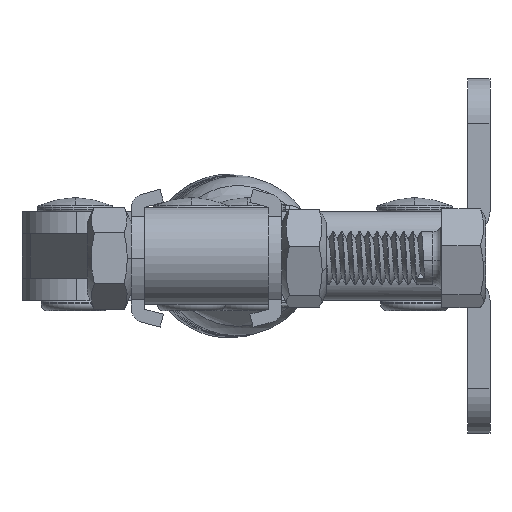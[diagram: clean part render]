
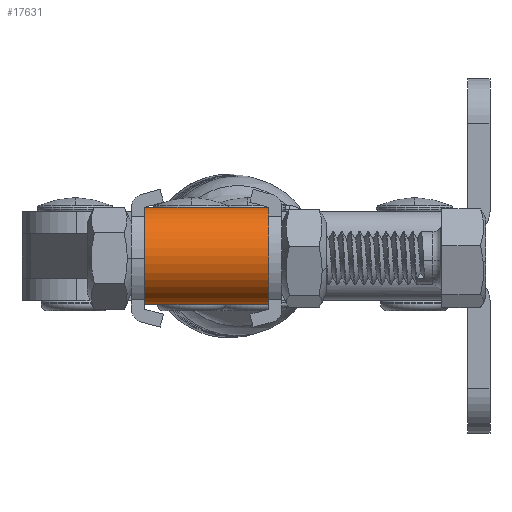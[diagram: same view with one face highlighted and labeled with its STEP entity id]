
A CAD part, left-side view. The second image highlights one B-rep face of the part: STEP entity #17631.
In plain terms, the highlighted cylindrical face has radius 5.494 mm (diameter 10.987 mm), a partial arc.
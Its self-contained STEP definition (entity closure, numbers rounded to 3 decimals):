
#180 = AXIS2_PLACEMENT_3D ( 'NONE', #21236, #3932, #24130 ) ;
#2129 = ORIENTED_EDGE ( 'NONE', *, *, #13690, .T. ) ;
#2330 = EDGE_CURVE ( 'NONE', #29705, #12235, #30062, .T. ) ;
#3271 = LINE ( 'NONE', #4350, #32195 ) ;
#3932 = DIRECTION ( 'NONE',  ( 0., 1., 0. ) ) ;
#4350 = CARTESIAN_POINT ( 'NONE',  ( 5.5, 27.8, 0.006 ) ) ;
#7039 = VECTOR ( 'NONE', #22160, 1000. ) ;
#7537 = CIRCLE ( 'NONE', #180, 5.494 ) ;
#8848 = EDGE_CURVE ( 'NONE', #24092, #19250, #3271, .T. ) ;
#9534 = ORIENTED_EDGE ( 'NONE', *, *, #2330, .F. ) ;
#10600 = FACE_OUTER_BOUND ( 'NONE', #13775, .T. ) ;
#11480 = CARTESIAN_POINT ( 'NONE',  ( 5.5, 0., 0.006 ) ) ;
#11703 = CARTESIAN_POINT ( 'NONE',  ( 5.5, 13.985, 0.006 ) ) ;
#12235 = VERTEX_POINT ( 'NONE', #20792 ) ;
#13075 = DIRECTION ( 'NONE',  ( 0., -1., 0. ) ) ;
#13690 = EDGE_CURVE ( 'NONE', #19250, #12235, #26557, .T. ) ;
#13775 = EDGE_LOOP ( 'NONE', ( #31614, #2129, #9534, #29987 ) ) ;
#14741 = AXIS2_PLACEMENT_3D ( 'NONE', #33507, #16202, #36413 ) ;
#16202 = DIRECTION ( 'NONE',  ( 0., 1., 0. ) ) ;
#17133 = CARTESIAN_POINT ( 'NONE',  ( 5.5, 13.985, 10.994 ) ) ;
#17631 = ADVANCED_FACE ( 'NONE', ( #10600 ), #25035, .T. ) ;
#19250 = VERTEX_POINT ( 'NONE', #11480 ) ;
#20557 = DIRECTION ( 'NONE',  ( 0., -1., 0. ) ) ;
#20792 = CARTESIAN_POINT ( 'NONE',  ( 5.5, 0., 10.994 ) ) ;
#21236 = CARTESIAN_POINT ( 'NONE',  ( 5.5, 13.985, 5.5 ) ) ;
#22160 = DIRECTION ( 'NONE',  ( 0., -1., 0. ) ) ;
#24092 = VERTEX_POINT ( 'NONE', #11703 ) ;
#24130 = DIRECTION ( 'NONE',  ( 0., 0., -1. ) ) ;
#25035 = CYLINDRICAL_SURFACE ( 'NONE', #33432, 5.494 ) ;
#26330 = DIRECTION ( 'NONE',  ( 0., 0., -1. ) ) ;
#26557 = CIRCLE ( 'NONE', #14741, 5.494 ) ;
#27483 = EDGE_CURVE ( 'NONE', #24092, #29705, #7537, .T. ) ;
#27953 = CARTESIAN_POINT ( 'NONE',  ( 5.5, 27.8, 10.994 ) ) ;
#29241 = CARTESIAN_POINT ( 'NONE',  ( 5.5, 27.8, 5.5 ) ) ;
#29705 = VERTEX_POINT ( 'NONE', #17133 ) ;
#29987 = ORIENTED_EDGE ( 'NONE', *, *, #27483, .F. ) ;
#30062 = LINE ( 'NONE', #27953, #7039 ) ;
#31614 = ORIENTED_EDGE ( 'NONE', *, *, #8848, .T. ) ;
#32195 = VECTOR ( 'NONE', #13075, 1000. ) ;
#33432 = AXIS2_PLACEMENT_3D ( 'NONE', #29241, #20557, #26330 ) ;
#33507 = CARTESIAN_POINT ( 'NONE',  ( 5.5, 0., 5.5 ) ) ;
#36413 = DIRECTION ( 'NONE',  ( 0., 0., 1. ) ) ;
